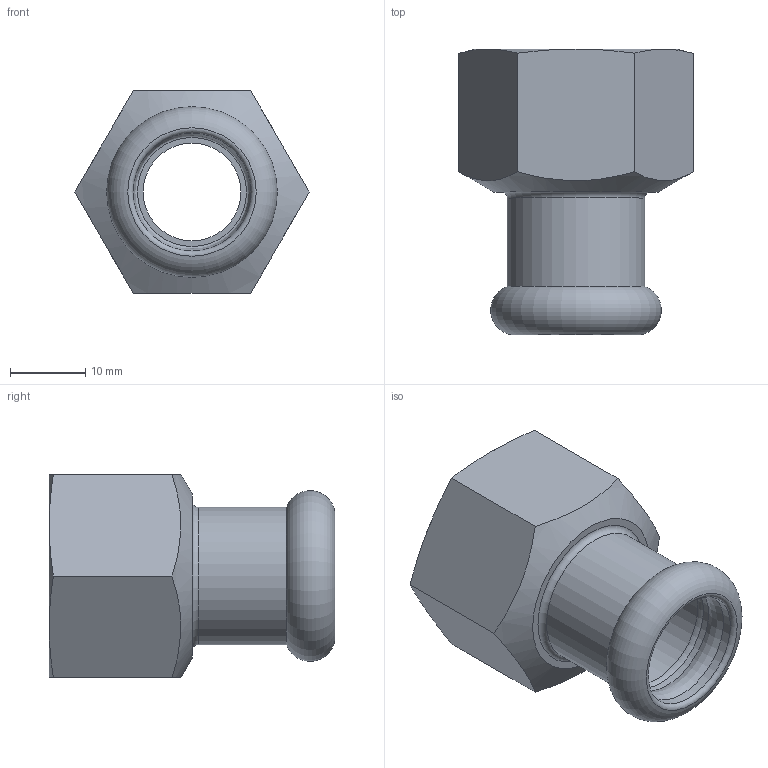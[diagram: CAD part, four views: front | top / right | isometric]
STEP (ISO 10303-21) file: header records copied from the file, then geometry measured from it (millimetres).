
FILE_DESCRIPTION(/* description */ ('MANICOTTO FILETTATO FEMMINA 15x1/2"'),/* implementation_level */ '2;1');
FILE_NAME(/* name */ '390102015_Steelpres.stp',/* time_stamp */ '2022-10-21T16:45:46+02:00',/* author */ ('Vault'),/* organization */ ('Raccorderie metalliche s.p.a. '),/* preprocessor_version */ 'ST-DEVELOPER v18.1',/* originating_system */ 'Autodesk Inventor 2020',/* authorisation */ 'Raccorderie metalliche s.p.a. ');
FILE_SCHEMA (('AUTOMOTIVE_DESIGN { 1 0 10303 214 3 1 1 }'));
Length unit declared in the file: millimetre
Products named in the file (1): 390102015_Steelpres
Bounding box: 31.18 x 38 x 27 mm (x, y, z)
Volume: 8536.8 mm3; surface area: 5966.6 mm2
Topology: 1 solids, 1 shells, 32 faces, 85 edges, 57 vertices
Faces by surface type: plane 10, cone 9, cylinder 7, torus 6
Full cylindrical faces by diameter (mm): 13 x1, 15.3 x1, 15.7 x2, 18.3 x1, 18.631 x1, 22 x1
Entity records: 1053 total; most frequent: CARTESIAN_POINT 213, DIRECTION 182, ORIENTED_EDGE 170, EDGE_CURVE 85, AXIS2_PLACEMENT_3D 83, VERTEX_POINT 57, CIRCLE 50, EDGE_LOOP 36
